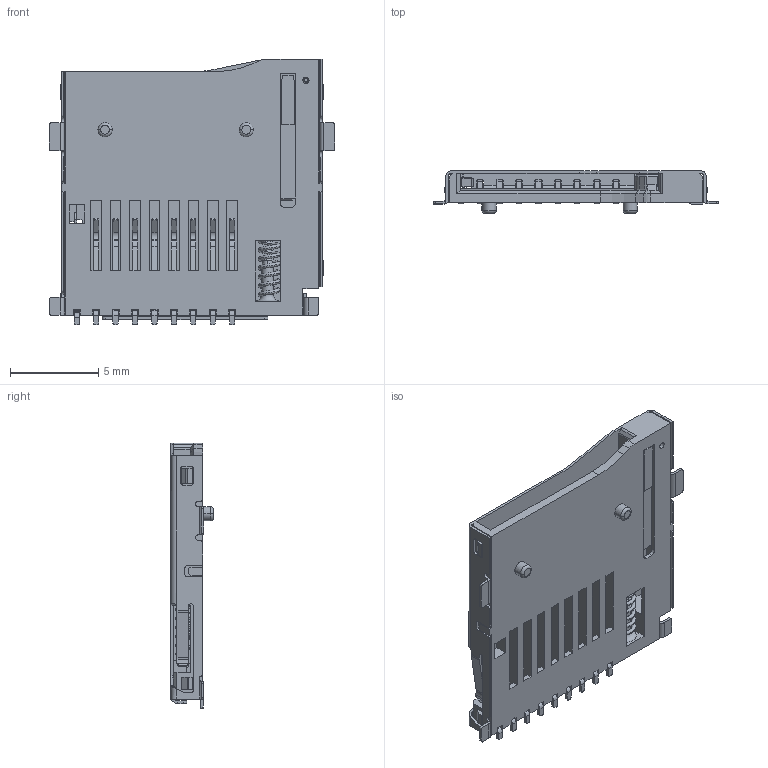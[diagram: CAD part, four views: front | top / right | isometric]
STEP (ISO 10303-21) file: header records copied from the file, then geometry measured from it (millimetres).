
FILE_DESCRIPTION((''),'2;1');
FILE_NAME('PRT0016','2023-04-14T',('Administrator'),(''),'CREO PARAMETRIC BY PTC INC, 2014500','CREO PARAMETRIC BY PTC INC, 2014500','');
FILE_SCHEMA(('AUTOMOTIVE_DESIGN { 1 0 10303 214 1 1 1 1 }'));
Length unit declared in the file: millimetre
Products named in the file (1): PRT0016
Bounding box: 16.15 x 2.4 x 15.05 mm (x, y, z)
Volume: 175.2 mm3; surface area: 1216.8 mm2
Topology: 1 solids, 3 shells, 1305 faces, 3809 edges, 2456 vertices
Faces by surface type: plane 937, cylinder 320, torus 20, bspline 17, cone 11
Entity records: 56925 total; most frequent: CARTESIAN_POINT 12516, ORIENTED_EDGE 7618, DIRECTION 6936, EDGE_CURVE 3809, VECTOR 2964, LINE 2964, VERTEX_POINT 2456, AXIS2_PLACEMENT_3D 1986
